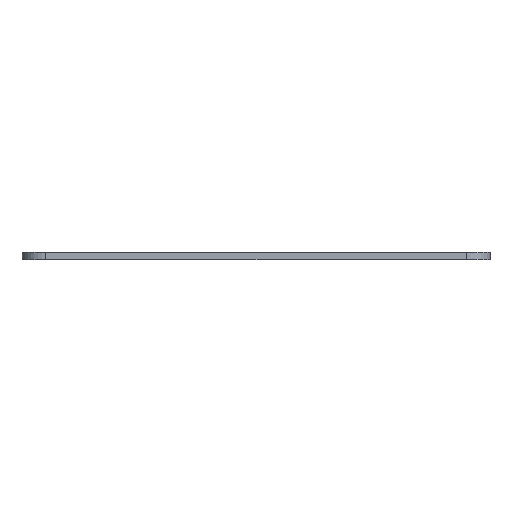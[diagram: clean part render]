
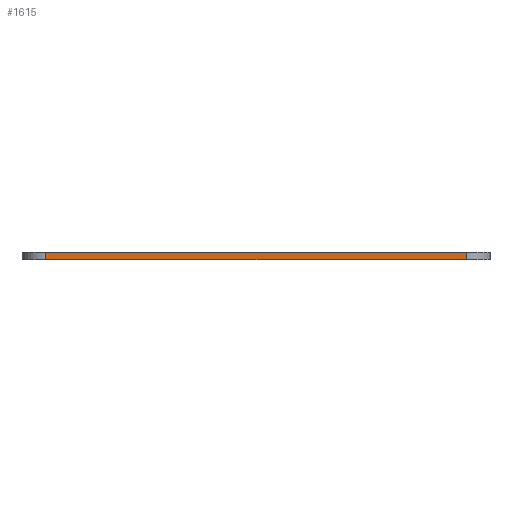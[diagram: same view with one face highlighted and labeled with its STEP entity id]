
A CAD part, front view. The second image highlights one B-rep face of the part: STEP entity #1615.
In plain terms, the highlighted planar face has unit normal (0, -1, 0).
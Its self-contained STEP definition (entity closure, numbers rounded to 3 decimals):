
#43=PLANE('',#1755);
#87=FACE_OUTER_BOUND('',#183,.T.);
#183=EDGE_LOOP('',(#1177,#1178,#1179,#1180));
#286=LINE('',#2400,#447);
#319=LINE('',#2543,#480);
#320=LINE('',#2546,#481);
#321=LINE('',#2547,#482);
#447=VECTOR('',#1900,10.);
#480=VECTOR('',#2013,10.);
#481=VECTOR('',#2016,10.);
#482=VECTOR('',#2017,10.);
#692=VERTEX_POINT('',#2397);
#693=VERTEX_POINT('',#2399);
#763=VERTEX_POINT('',#2541);
#764=VERTEX_POINT('',#2545);
#856=EDGE_CURVE('',#693,#692,#286,.T.);
#928=EDGE_CURVE('',#693,#763,#319,.T.);
#929=EDGE_CURVE('',#764,#692,#320,.T.);
#930=EDGE_CURVE('',#763,#764,#321,.T.);
#1177=ORIENTED_EDGE('',*,*,#928,.F.);
#1178=ORIENTED_EDGE('',*,*,#856,.T.);
#1179=ORIENTED_EDGE('',*,*,#929,.F.);
#1180=ORIENTED_EDGE('',*,*,#930,.F.);
#1615=ADVANCED_FACE('',(#87),#43,.T.);
#1755=AXIS2_PLACEMENT_3D('',#2544,#2014,#2015);
#1900=DIRECTION('',(1.,0.,0.));
#2013=DIRECTION('',(0.,0.,1.));
#2014=DIRECTION('center_axis',(0.,-1.,0.));
#2015=DIRECTION('ref_axis',(1.,0.,0.));
#2016=DIRECTION('',(0.,0.,-1.));
#2017=DIRECTION('',(1.,0.,0.));
#2397=CARTESIAN_POINT('',(82.896,-86.333,0.));
#2399=CARTESIAN_POINT('',(-5.104,-86.333,0.));
#2400=CARTESIAN_POINT('',(-10.104,-86.333,0.));
#2541=CARTESIAN_POINT('',(-5.104,-86.333,1.5));
#2543=CARTESIAN_POINT('',(-5.104,-86.333,0.));
#2544=CARTESIAN_POINT('Origin',(-10.104,-86.333,0.));
#2545=CARTESIAN_POINT('',(82.896,-86.333,1.5));
#2546=CARTESIAN_POINT('',(82.896,-86.333,0.));
#2547=CARTESIAN_POINT('',(-10.104,-86.333,1.5));
